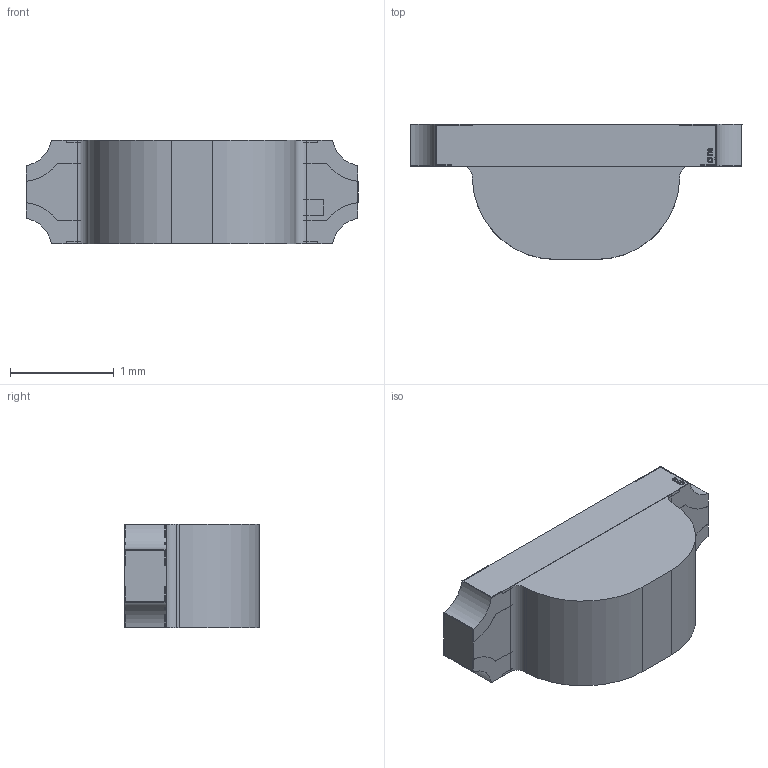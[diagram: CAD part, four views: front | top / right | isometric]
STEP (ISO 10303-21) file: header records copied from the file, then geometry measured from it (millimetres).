
FILE_DESCRIPTION(/* description */ (''),/* implementation_level */ '2;1');
FILE_NAME(/* name */ '5fab0bbeec18cb0e88eab71f',/* time_stamp */ '2020-11-10T21:53:02+00:00',/* author */ (''),/* organization */ (''),/* preprocessor_version */ 'ST-DEVELOPER v16.7',/* originating_system */ $,/* authorisation */ $);
FILE_SCHEMA (('AUTOMOTIVE_DESIGN {1 0 10303 214 3 1 1}'));
Length unit declared in the file: metre
Products named in the file (9): QBLP615 (Tri-Color); PAD 1A; Resin; PAD 2B; PAD 1B; Top Polarity Mark; PAD 2A; Bottom Polarity Mark; Substrate
Assembly tree (8 placements, depth 2):
  QBLP615 (Tri-Color)
    PAD 1A
    Resin
    PAD 2B
    PAD 1B
    Top Polarity Mark
    PAD 2A
    Bottom Polarity Mark
    Substrate
Bounding box: 3.2 x 1.3 x 1 mm (x, y, z)
Volume: 2.7 mm3; surface area: 24.1 mm2
Topology: 8 solids, 8 shells, 239 faces, 647 edges, 431 vertices
Faces by surface type: plane 178, cylinder 32, bspline 29
Entity records: 7767 total; most frequent: CARTESIAN_POINT 1645, ORIENTED_EDGE 1294, DIRECTION 1091, EDGE_CURVE 647, LINE 525, VECTOR 525, VERTEX_POINT 431, AXIS2_PLACEMENT_3D 283
